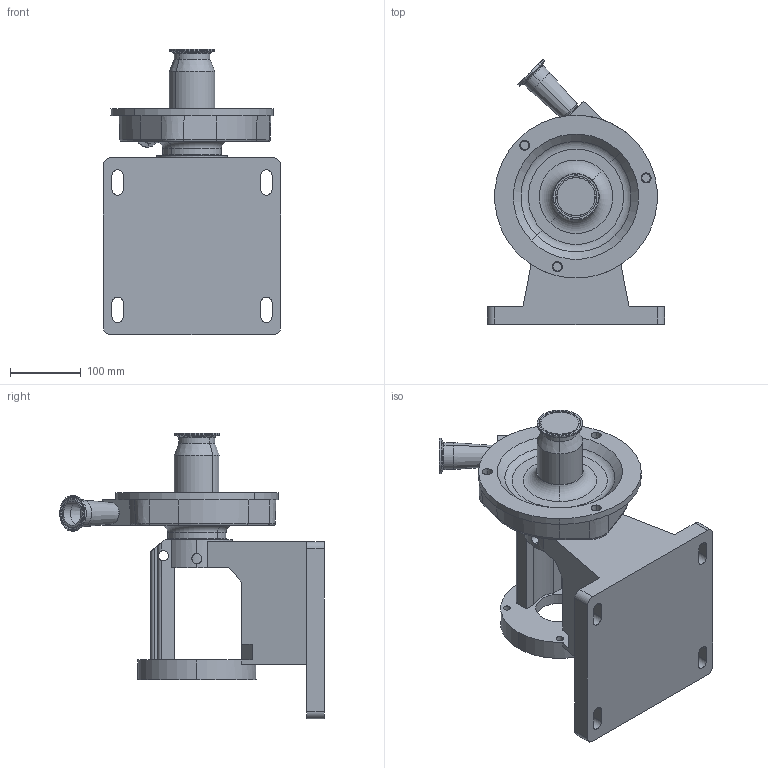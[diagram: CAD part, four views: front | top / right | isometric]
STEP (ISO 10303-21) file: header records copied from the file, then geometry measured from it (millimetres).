
FILE_DESCRIPTION (( 'STEP AP214' ), '1' );
FILE_NAME ('FP 720 140TC 45L.STEP', '2010-02-26T21:53:03', ( ' ' ), ( '' ), 'SwSTEP 2.0', 'SolidWorks 2010', '' );
FILE_SCHEMA (( 'AUTOMOTIVE_DESIGN' ));
Length unit declared in the file: millimetre
Products named in the file (2): FP 720 140TC 45L; FP 720 140TC 45L^1275000105
Assembly tree (1 placements, depth 2):
  FP 720 140TC 45L
    FP 720 140TC 45L^1275000105
Bounding box: 250 x 373.89 x 403 mm (x, y, z)
Volume: 6266125.2 mm3; surface area: 543729.9 mm2
Topology: 1 solids, 2 shells, 255 faces, 660 edges, 416 vertices
Faces by surface type: cylinder 106, plane 84, cone 36, torus 28, bspline 1
Entity records: 8382 total; most frequent: CARTESIAN_POINT 1822, DIRECTION 1460, ORIENTED_EDGE 1320, EDGE_CURVE 660, AXIS2_PLACEMENT_3D 564, VERTEX_POINT 416, LINE 332, VECTOR 332
